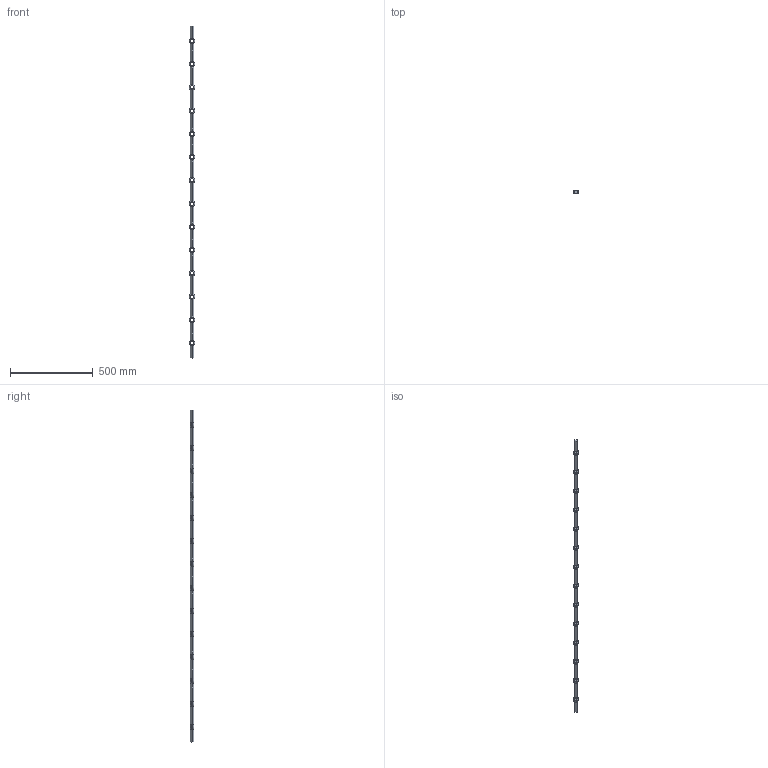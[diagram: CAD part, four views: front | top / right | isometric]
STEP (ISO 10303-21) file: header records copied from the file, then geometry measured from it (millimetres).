
FILE_DESCRIPTION (( 'STEP AP203' ), '1' );
FILE_NAME ('42-15.step', '2022-05-03T07:40:08', ( '' ), ( '' ), 'SwSTEP 2.0', 'SolidWorks 2018', '' );
FILE_SCHEMA (( 'CONFIG_CONTROL_DESIGN' ));
Length unit declared in the file: millimetre
Products named in the file (1): 42-15
Bounding box: 33 x 19.8 x 2000 mm (x, y, z)
Volume: 467580.2 mm3; surface area: 138244.3 mm2
Topology: 1 solids, 1 shells, 441 faces, 1151 edges, 730 vertices
Faces by surface type: plane 275, bspline 82, torus 56, cylinder 28
Entity records: 19370 total; most frequent: CARTESIAN_POINT 9493, ORIENTED_EDGE 2302, DIRECTION 1595, EDGE_CURVE 1151, VERTEX_POINT 730, VECTOR 651, LINE 651, EDGE_LOOP 487
